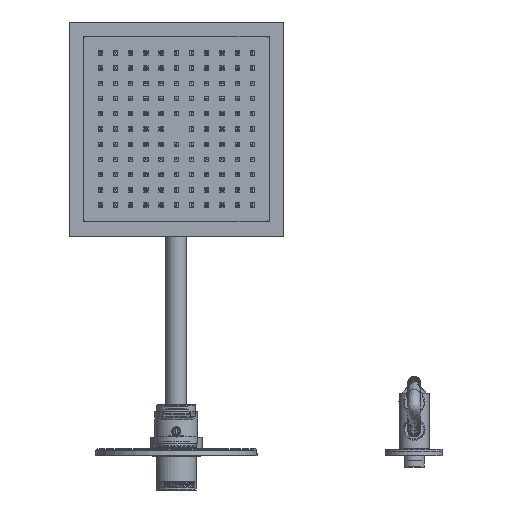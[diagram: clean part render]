
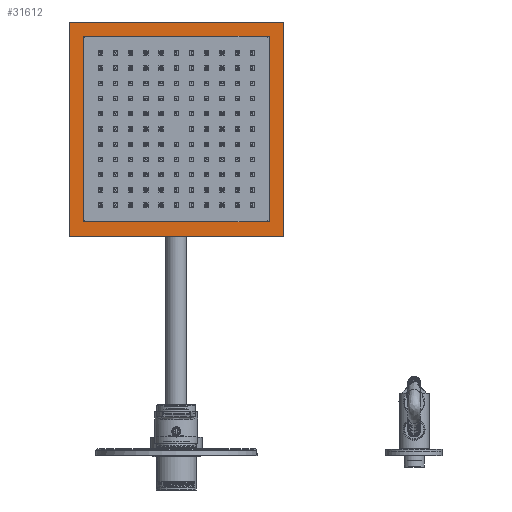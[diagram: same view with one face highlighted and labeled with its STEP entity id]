
A CAD part, front view. The second image highlights one B-rep face of the part: STEP entity #31612.
In plain terms, the highlighted planar face has unit normal (0, -1, 0).
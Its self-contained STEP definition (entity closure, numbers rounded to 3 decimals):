
#282 = CARTESIAN_POINT ( 'NONE',  ( 134.5, 1057.901, 161.652 ) ) ;
#706 = CARTESIAN_POINT ( 'NONE',  ( 134.5, 1057.901, 161.652 ) ) ;
#1551 = ORIENTED_EDGE ( 'NONE', *, *, #42637, .T. ) ;
#2115 = ORIENTED_EDGE ( 'NONE', *, *, #12991, .F. ) ;
#2486 = CARTESIAN_POINT ( 'NONE',  ( -75.5, 1057.901, 371.652 ) ) ;
#2831 = VECTOR ( 'NONE', #41021, 1000. ) ;
#2890 = VECTOR ( 'NONE', #18420, 1000. ) ;
#3744 = VECTOR ( 'NONE', #11327, 1000. ) ;
#4266 = DIRECTION ( 'NONE',  ( 1., 0., 0. ) ) ;
#6045 = CARTESIAN_POINT ( 'NONE',  ( -75.5, 1057.901, 371.652 ) ) ;
#8309 = CARTESIAN_POINT ( 'NONE',  ( -75.5, 1057.901, 146.652 ) ) ;
#9332 = FACE_BOUND ( 'NONE', #54462, .T. ) ;
#10742 = DIRECTION ( 'NONE',  ( 1., 0., 0. ) ) ;
#11327 = DIRECTION ( 'NONE',  ( -1., 0., 0. ) ) ;
#11366 = ORIENTED_EDGE ( 'NONE', *, *, #22358, .F. ) ;
#11815 = VERTEX_POINT ( 'NONE', #37123 ) ;
#12013 = DIRECTION ( 'NONE',  ( 0., 0., -1. ) ) ;
#12991 = EDGE_CURVE ( 'NONE', #20781, #38333, #35670, .T. ) ;
#13016 = FACE_OUTER_BOUND ( 'NONE', #41094, .T. ) ;
#13571 = ORIENTED_EDGE ( 'NONE', *, *, #34957, .F. ) ;
#14638 = EDGE_CURVE ( 'NONE', #23748, #33026, #57139, .T. ) ;
#15138 = VERTEX_POINT ( 'NONE', #45985 ) ;
#15614 = VERTEX_POINT ( 'NONE', #29701 ) ;
#18420 = DIRECTION ( 'NONE',  ( -1., 0., 0. ) ) ;
#18907 = EDGE_CURVE ( 'NONE', #11815, #20781, #23222, .T. ) ;
#20070 = CARTESIAN_POINT ( 'NONE',  ( 149.5, 1057.901, 146.652 ) ) ;
#20186 = VECTOR ( 'NONE', #48352, 1000. ) ;
#20781 = VERTEX_POINT ( 'NONE', #41108 ) ;
#22358 = EDGE_CURVE ( 'NONE', #38333, #15614, #46748, .T. ) ;
#22908 = ORIENTED_EDGE ( 'NONE', *, *, #18907, .F. ) ;
#22967 = CARTESIAN_POINT ( 'NONE',  ( 37., 1057.901, 259.152 ) ) ;
#23222 = LINE ( 'NONE', #706, #20186 ) ;
#23748 = VERTEX_POINT ( 'NONE', #6045 ) ;
#24397 = CARTESIAN_POINT ( 'NONE',  ( -60.5, 1057.901, 356.652 ) ) ;
#24531 = EDGE_CURVE ( 'NONE', #33026, #15138, #53851, .T. ) ;
#26968 = VECTOR ( 'NONE', #47559, 1000. ) ;
#27676 = LINE ( 'NONE', #282, #26968 ) ;
#27754 = DIRECTION ( 'NONE',  ( 0., 1., 0. ) ) ;
#28973 = LINE ( 'NONE', #39876, #3744 ) ;
#29701 = CARTESIAN_POINT ( 'NONE',  ( -60.5, 1057.901, 161.652 ) ) ;
#31612 = ADVANCED_FACE ( 'NONE', ( #13016, #9332 ), #34841, .F. ) ;
#33026 = VERTEX_POINT ( 'NONE', #8309 ) ;
#33215 = CARTESIAN_POINT ( 'NONE',  ( 134.5, 1057.901, 356.652 ) ) ;
#34132 = VERTEX_POINT ( 'NONE', #44413 ) ;
#34758 = DIRECTION ( 'NONE',  ( 0., 0., -1. ) ) ;
#34841 = PLANE ( 'NONE',  #51436 ) ;
#34957 = EDGE_CURVE ( 'NONE', #15614, #11815, #27676, .T. ) ;
#35670 = LINE ( 'NONE', #33215, #2890 ) ;
#36021 = ORIENTED_EDGE ( 'NONE', *, *, #14638, .T. ) ;
#36604 = ORIENTED_EDGE ( 'NONE', *, *, #24531, .T. ) ;
#37053 = LINE ( 'NONE', #55765, #2831 ) ;
#37123 = CARTESIAN_POINT ( 'NONE',  ( 134.5, 1057.901, 161.652 ) ) ;
#38333 = VERTEX_POINT ( 'NONE', #24397 ) ;
#39162 = CARTESIAN_POINT ( 'NONE',  ( -60.5, 1057.901, 161.652 ) ) ;
#39876 = CARTESIAN_POINT ( 'NONE',  ( 149.5, 1057.901, 371.652 ) ) ;
#41021 = DIRECTION ( 'NONE',  ( 0., 0., 1. ) ) ;
#41094 = EDGE_LOOP ( 'NONE', ( #36021, #36604, #1551, #51073 ) ) ;
#41108 = CARTESIAN_POINT ( 'NONE',  ( 134.5, 1057.901, 356.652 ) ) ;
#42637 = EDGE_CURVE ( 'NONE', #15138, #34132, #37053, .T. ) ;
#43007 = VECTOR ( 'NONE', #12013, 1000. ) ;
#44413 = CARTESIAN_POINT ( 'NONE',  ( 149.5, 1057.901, 371.652 ) ) ;
#45985 = CARTESIAN_POINT ( 'NONE',  ( 149.5, 1057.901, 146.652 ) ) ;
#46375 = VECTOR ( 'NONE', #10742, 1000. ) ;
#46748 = LINE ( 'NONE', #39162, #55682 ) ;
#47559 = DIRECTION ( 'NONE',  ( 1., 0., 0. ) ) ;
#48352 = DIRECTION ( 'NONE',  ( 0., 0., 1. ) ) ;
#51073 = ORIENTED_EDGE ( 'NONE', *, *, #53711, .T. ) ;
#51436 = AXIS2_PLACEMENT_3D ( 'NONE', #22967, #27754, #4266 ) ;
#53711 = EDGE_CURVE ( 'NONE', #34132, #23748, #28973, .T. ) ;
#53851 = LINE ( 'NONE', #20070, #46375 ) ;
#54462 = EDGE_LOOP ( 'NONE', ( #11366, #2115, #22908, #13571 ) ) ;
#55682 = VECTOR ( 'NONE', #34758, 1000. ) ;
#55765 = CARTESIAN_POINT ( 'NONE',  ( 149.5, 1057.901, 371.652 ) ) ;
#57139 = LINE ( 'NONE', #2486, #43007 ) ;
